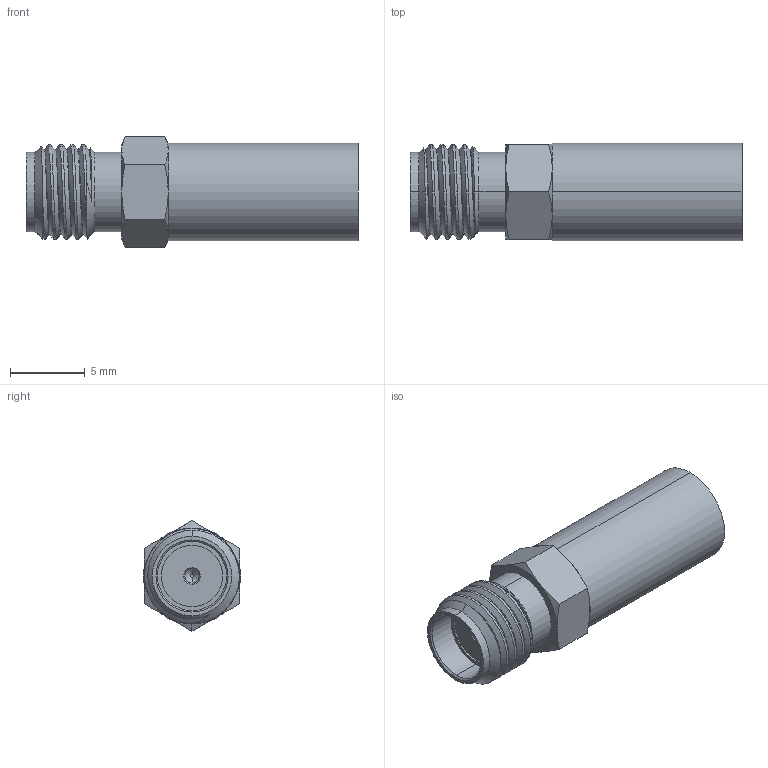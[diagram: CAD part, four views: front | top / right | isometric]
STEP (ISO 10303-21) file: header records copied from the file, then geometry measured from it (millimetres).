
FILE_DESCRIPTION (( 'STEP AP203' ), '1' );
FILE_NAME ('SMAFSTNI.J.G.XX.STEP', '2021-12-04T14:21:31', ( 'admin' ), ( '' ), 'SwSTEP 2.0', 'SolidWorks 2015', '' );
FILE_SCHEMA (( 'CONFIG_CONTROL_DESIGN' ));
Length unit declared in the file: millimetre
Products named in the file (1): SMAFSTNI.J.G.XX
Bounding box: 22.2 x 6.5 x 7.39 mm (x, y, z)
Volume: 401.5 mm3; surface area: 980.3 mm2
Topology: 1 solids, 1 shells, 74 faces, 169 edges, 105 vertices
Faces by surface type: cylinder 29, cone 26, plane 16, bspline 3
Entity records: 3611 total; most frequent: CARTESIAN_POINT 1949, ORIENTED_EDGE 338, DIRECTION 322, EDGE_CURVE 169, AXIS2_PLACEMENT_3D 134, VERTEX_POINT 105, EDGE_LOOP 82, FACE_OUTER_BOUND 74
